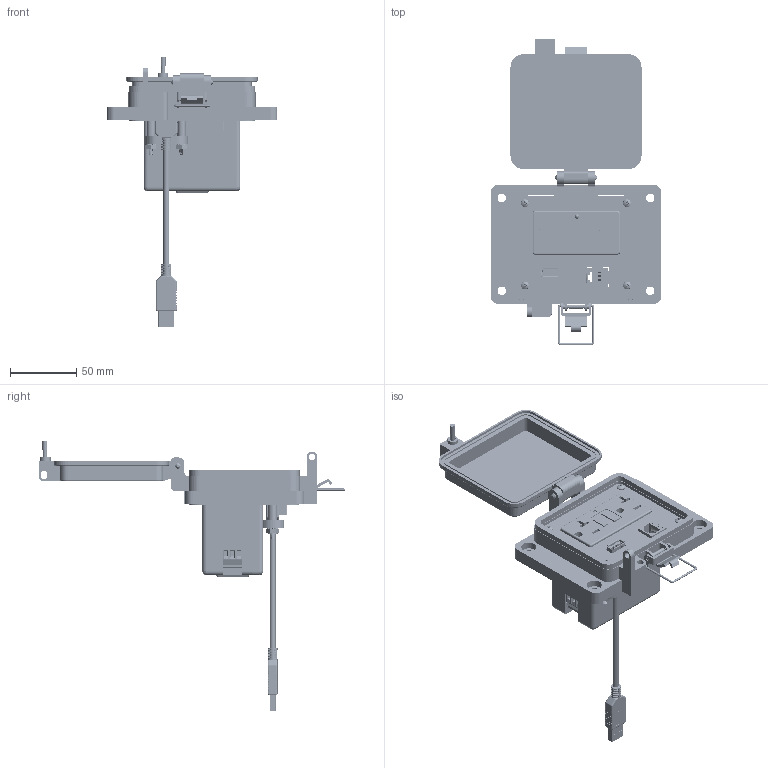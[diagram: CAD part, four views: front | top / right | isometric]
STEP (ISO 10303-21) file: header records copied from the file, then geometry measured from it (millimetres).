
FILE_DESCRIPTION (( 'STEP AP214' ), '1' );
FILE_NAME ('P-P11R2-K3RF0_3D.STEP', '2017-09-18T20:04:37', ( '' ), ( '' ), 'SwSTEP 2.0', 'SolidWorks 2017', '' );
FILE_SCHEMA (( 'AUTOMOTIVE_DESIGN' ));
Length unit declared in the file: millimetre
Products named in the file (17): P-P11R2-K3RF0_BP; P-P11R2-K3RF0_3D; 92005A124_METRIC PAN HEAD PHILLIPS MACHINE SCREW_92005A124; Z-H-K3_B; RF; Z-200-OTLT-RIOF_RF; R2; Z-300-RJ45CAT5; P-P11R2-K3RF0_FP; Z_002_632516HN_90675A007; Z_000_632134FH_91771A156; P11; Z-020-3047; Z_001_SPR1_94639A306; 90272A106_ZINC-PLTD STL PAN HEAD PHILLIPS MACHINE SCREW_90272A106; P-P11R2-K3RF0_TP2; P-P11R2-K3RF0_TP1
Assembly tree (23 placements, depth 3):
  P-P11R2-K3RF0_3D
    P-P11R2-K3RF0_BP
    P-P11R2-K3RF0_TP1
    P-P11R2-K3RF0_TP2
    90272A106_ZINC-PLTD STL PAN HEAD PHILLIPS MACHINE SCREW_90272A106  x2
    Z_001_SPR1_94639A306  x2
    P11
      Z-020-3047
    Z_000_632134FH_91771A156  x2
    Z_002_632516HN_90675A007  x2
    P-P11R2-K3RF0_FP
    R2
      Z-300-RJ45CAT5
    RF
      Z-200-OTLT-RIOF_RF
    Z-H-K3_B
    92005A124_METRIC PAN HEAD PHILLIPS MACHINE SCREW_92005A124  x4
Bounding box: 129 x 231.28 x 204.12 mm (x, y, z)
Volume: 289090.9 mm3; surface area: 172966.5 mm2
Topology: 36 solids, 36 shells, 4638 faces, 13025 edges, 8569 vertices
Faces by surface type: plane 2168, cylinder 1949, bspline 324, cone 145, torus 40, sphere 12
Entity records: 163662 total; most frequent: CARTESIAN_POINT 43565, ORIENTED_EDGE 20312, DIRECTION 17093, EDGE_CURVE 10156, VERTEX_POINT 6681, LINE 6491, VECTOR 6491, AXIS2_PLACEMENT_3D 5301
